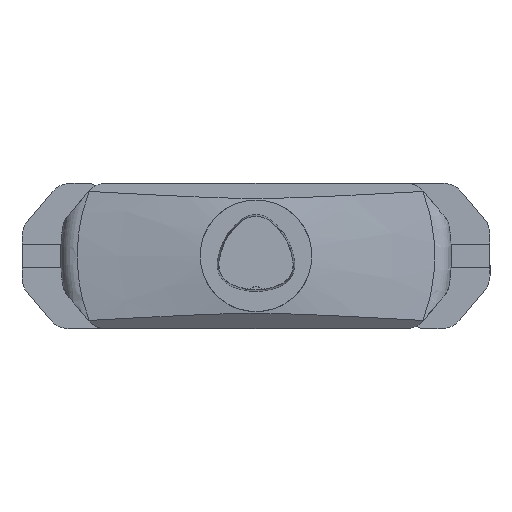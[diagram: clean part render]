
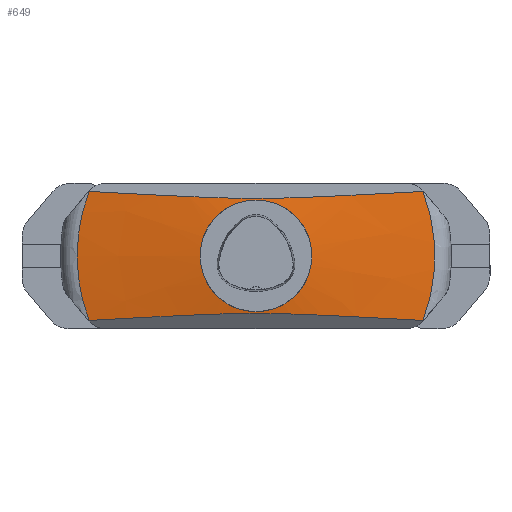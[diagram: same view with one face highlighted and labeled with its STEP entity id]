
A CAD part, top view. The second image highlights one B-rep face of the part: STEP entity #649.
In plain terms, the highlighted conical face has half-angle 81 degrees and reference radius 40 mm.
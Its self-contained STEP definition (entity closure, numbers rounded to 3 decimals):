
#306=B_SPLINE_CURVE_WITH_KNOTS('',3,(#5021,#5022,#5023,#5024,#5025,#5026,
#5027,#5028,#5029,#5030,#5031,#5032,#5033,#5034),.UNSPECIFIED.,.F.,.F.,
(4,2,2,2,2,2,4),(0.,0.25,0.375,0.5,0.625,0.75,1.),.UNSPECIFIED.);
#307=B_SPLINE_CURVE_WITH_KNOTS('',3,(#5039,#5040,#5041,#5042,#5043,#5044,
#5045,#5046,#5047,#5048,#5049,#5050,#5051,#5052),.UNSPECIFIED.,.F.,.F.,
(4,2,2,2,2,2,4),(0.,0.25,0.375,0.5,0.625,0.75,1.),.UNSPECIFIED.);
#368=CONICAL_SURFACE('',#3614,40.,81.);
#431=FACE_BOUND('',#1085,.T.);
#432=FACE_BOUND('',#1086,.T.);
#515=CIRCLE('',#3572,40.);
#532=CIRCLE('',#3612,128.19);
#533=CIRCLE('',#3613,128.19);
#649=ADVANCED_FACE('',(#431,#432),#368,.T.);
#1085=EDGE_LOOP('',(#1379));
#1086=EDGE_LOOP('',(#1380,#1381,#1382,#1383));
#1379=ORIENTED_EDGE('',*,*,#2468,.T.);
#1380=ORIENTED_EDGE('',*,*,#2501,.F.);
#1381=ORIENTED_EDGE('',*,*,#2502,.T.);
#1382=ORIENTED_EDGE('',*,*,#2503,.F.);
#1383=ORIENTED_EDGE('',*,*,#2504,.T.);
#2167=VERTEX_POINT('',#4943);
#2184=VERTEX_POINT('',#5035);
#2185=VERTEX_POINT('',#5036);
#2186=VERTEX_POINT('',#5038);
#2187=VERTEX_POINT('',#5053);
#2468=EDGE_CURVE('',#2167,#2167,#515,.T.);
#2501=EDGE_CURVE('',#2184,#2185,#306,.T.);
#2502=EDGE_CURVE('',#2184,#2186,#532,.T.);
#2503=EDGE_CURVE('',#2187,#2186,#307,.T.);
#2504=EDGE_CURVE('',#2187,#2185,#533,.T.);
#3572=AXIS2_PLACEMENT_3D('',#4942,#3977,#3978);
#3612=AXIS2_PLACEMENT_3D('',#5037,#4071,#4072);
#3613=AXIS2_PLACEMENT_3D('',#5054,#4073,#4074);
#3614=AXIS2_PLACEMENT_3D('',#5055,#4075,#4076);
#3977=DIRECTION('',(0.,0.,-1.));
#3978=DIRECTION('',(-1.,0.,0.));
#4071=DIRECTION('',(0.,0.,1.));
#4072=DIRECTION('',(-1.,0.,0.));
#4073=DIRECTION('',(0.,0.,1.));
#4074=DIRECTION('',(-1.,0.,0.));
#4075=DIRECTION('',(0.,0.,-1.));
#4076=DIRECTION('',(-1.,0.,0.));
#4942=CARTESIAN_POINT('',(0.,0.,-30.1));
#4943=CARTESIAN_POINT('',(-40.,0.,-30.1));
#5021=CARTESIAN_POINT('',(119.575,-46.201,-44.068));
#5022=CARTESIAN_POINT('',(99.763,-45.113,-41.079));
#5023=CARTESIAN_POINT('',(79.947,-44.036,-38.12));
#5024=CARTESIAN_POINT('',(50.163,-42.592,-34.152));
#5025=CARTESIAN_POINT('',(40.224,-42.139,-32.907));
#5026=CARTESIAN_POINT('',(20.277,-41.432,-30.963));
#5027=CARTESIAN_POINT('',(10.264,-41.188,-30.295));
#5028=CARTESIAN_POINT('',(-9.934,-41.183,-30.281));
#5029=CARTESIAN_POINT('',(-20.011,-41.424,-30.942));
#5030=CARTESIAN_POINT('',(-40.017,-42.13,-32.882));
#5031=CARTESIAN_POINT('',(-49.982,-42.584,-34.129));
#5032=CARTESIAN_POINT('',(-79.847,-44.031,-38.104));
#5033=CARTESIAN_POINT('',(-99.713,-45.11,-41.071));
#5034=CARTESIAN_POINT('',(-119.575,-46.201,-44.068));
#5035=CARTESIAN_POINT('',(119.575,-46.201,-44.068));
#5036=CARTESIAN_POINT('',(-119.575,-46.201,-44.068));
#5037=CARTESIAN_POINT('',(0.,0.,-44.068));
#5038=CARTESIAN_POINT('',(119.575,46.201,-44.068));
#5039=CARTESIAN_POINT('',(-119.575,46.201,-44.068));
#5040=CARTESIAN_POINT('',(-99.763,45.113,-41.079));
#5041=CARTESIAN_POINT('',(-79.947,44.036,-38.12));
#5042=CARTESIAN_POINT('',(-50.163,42.592,-34.152));
#5043=CARTESIAN_POINT('',(-40.224,42.139,-32.907));
#5044=CARTESIAN_POINT('',(-20.277,41.432,-30.963));
#5045=CARTESIAN_POINT('',(-10.264,41.188,-30.295));
#5046=CARTESIAN_POINT('',(9.934,41.183,-30.281));
#5047=CARTESIAN_POINT('',(20.011,41.424,-30.942));
#5048=CARTESIAN_POINT('',(40.017,42.13,-32.882));
#5049=CARTESIAN_POINT('',(49.982,42.584,-34.129));
#5050=CARTESIAN_POINT('',(79.847,44.031,-38.104));
#5051=CARTESIAN_POINT('',(99.713,45.11,-41.071));
#5052=CARTESIAN_POINT('',(119.575,46.201,-44.068));
#5053=CARTESIAN_POINT('',(-119.575,46.201,-44.068));
#5054=CARTESIAN_POINT('',(0.,0.,-44.068));
#5055=CARTESIAN_POINT('',(0.,0.,-30.1));
